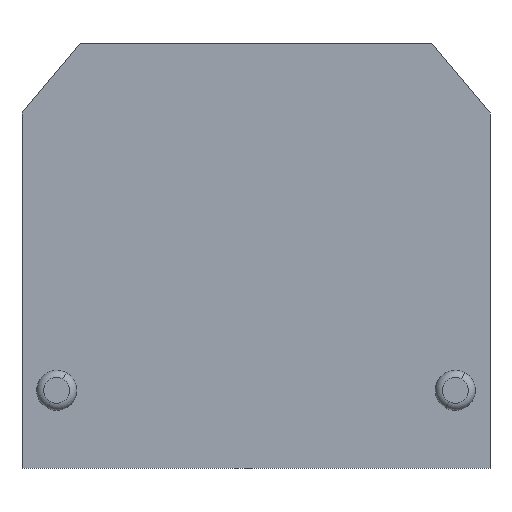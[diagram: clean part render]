
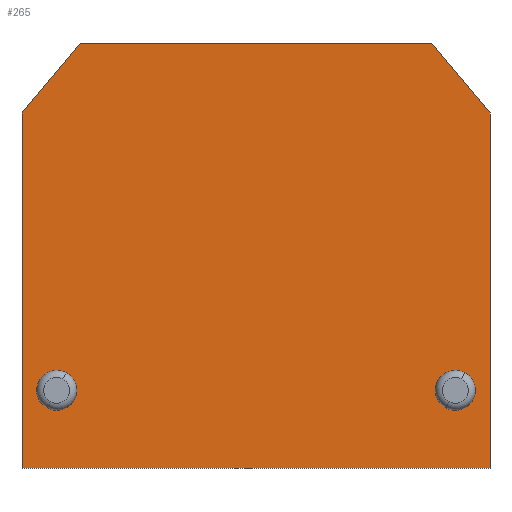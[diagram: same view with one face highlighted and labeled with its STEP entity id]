
A CAD part, left-side view. The second image highlights one B-rep face of the part: STEP entity #265.
In plain terms, the highlighted planar face has unit normal (-1, 0, 0).
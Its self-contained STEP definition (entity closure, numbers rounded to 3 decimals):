
#159=AXIS2_PLACEMENT_3D('Circle Axis2P3D',#157,#158,$) ;
#178=AXIS2_PLACEMENT_3D('Circle Axis2P3D',#176,#177,$) ;
#191=AXIS2_PLACEMENT_3D('Plane Axis2P3D',#188,#189,#190) ;
#245=AXIS2_PLACEMENT_3D('Circle Axis2P3D',#243,#244,$) ;
#254=AXIS2_PLACEMENT_3D('Circle Axis2P3D',#252,#253,$) ;
#154=CARTESIAN_POINT('Vertex',(2.49,25.503,3.579)) ;
#157=CARTESIAN_POINT('Axis2P3D Location',(2.49,25.,4.5)) ;
#161=CARTESIAN_POINT('Vertex',(2.49,24.497,5.421)) ;
#176=CARTESIAN_POINT('Axis2P3D Location',(2.49,25.,4.5)) ;
#188=CARTESIAN_POINT('Axis2P3D Location',(2.49,13.5,0.)) ;
#193=CARTESIAN_POINT('Line Origine',(2.49,25.322,22.5)) ;
#197=CARTESIAN_POINT('Vertex',(2.49,23.644,24.5)) ;
#199=CARTESIAN_POINT('Vertex',(2.49,27.,20.5)) ;
#202=CARTESIAN_POINT('Line Origine',(2.49,27.,10.25)) ;
#206=CARTESIAN_POINT('Vertex',(2.49,27.,0.)) ;
#209=CARTESIAN_POINT('Line Origine',(2.49,13.5,0.)) ;
#213=CARTESIAN_POINT('Vertex',(2.49,0.,0.)) ;
#216=CARTESIAN_POINT('Line Origine',(2.49,0.,10.25)) ;
#220=CARTESIAN_POINT('Vertex',(2.49,0.,20.5)) ;
#223=CARTESIAN_POINT('Line Origine',(2.49,1.678,22.5)) ;
#227=CARTESIAN_POINT('Vertex',(2.49,3.356,24.5)) ;
#230=CARTESIAN_POINT('Line Origine',(2.49,13.5,24.5)) ;
#243=CARTESIAN_POINT('Axis2P3D Location',(2.49,2.,4.5)) ;
#247=CARTESIAN_POINT('Vertex',(2.49,2.503,3.579)) ;
#249=CARTESIAN_POINT('Vertex',(2.49,1.497,5.421)) ;
#252=CARTESIAN_POINT('Axis2P3D Location',(2.49,2.,4.5)) ;
#158=DIRECTION('Axis2P3D Direction',(-1.,0.,0.)) ;
#177=DIRECTION('Axis2P3D Direction',(-1.,0.,0.)) ;
#189=DIRECTION('Axis2P3D Direction',(-1.,0.,0.)) ;
#190=DIRECTION('Axis2P3D XDirection',(0.,-1.,0.)) ;
#194=DIRECTION('Vector Direction',(0.,0.643,-0.766)) ;
#203=DIRECTION('Vector Direction',(0.,0.,-1.)) ;
#210=DIRECTION('Vector Direction',(0.,1.,0.)) ;
#217=DIRECTION('Vector Direction',(0.,0.,1.)) ;
#224=DIRECTION('Vector Direction',(0.,-0.643,-0.766)) ;
#231=DIRECTION('Vector Direction',(0.,-1.,0.)) ;
#244=DIRECTION('Axis2P3D Direction',(-1.,0.,0.)) ;
#253=DIRECTION('Axis2P3D Direction',(-1.,0.,0.)) ;
#195=VECTOR('Line Direction',#194,1.) ;
#204=VECTOR('Line Direction',#203,1.) ;
#211=VECTOR('Line Direction',#210,1.) ;
#218=VECTOR('Line Direction',#217,1.) ;
#225=VECTOR('Line Direction',#224,1.) ;
#232=VECTOR('Line Direction',#231,1.) ;
#236=ORIENTED_EDGE('',*,*,#201,.T.) ;
#237=ORIENTED_EDGE('',*,*,#208,.T.) ;
#238=ORIENTED_EDGE('',*,*,#215,.T.) ;
#239=ORIENTED_EDGE('',*,*,#222,.T.) ;
#240=ORIENTED_EDGE('',*,*,#229,.T.) ;
#241=ORIENTED_EDGE('',*,*,#234,.T.) ;
#258=ORIENTED_EDGE('',*,*,#251,.T.) ;
#259=ORIENTED_EDGE('',*,*,#256,.T.) ;
#262=ORIENTED_EDGE('',*,*,#180,.T.) ;
#263=ORIENTED_EDGE('',*,*,#163,.T.) ;
#260=FACE_BOUND('',#257,.T.) ;
#264=FACE_BOUND('',#261,.T.) ;
#265=ADVANCED_FACE('Hauptk\X2\00F6\X0\rper',(#242,#260,#264),#192,.T.) ;
#160=CIRCLE('generated circle',#159,1.05) ;
#179=CIRCLE('generated circle',#178,1.05) ;
#246=CIRCLE('generated circle',#245,1.05) ;
#255=CIRCLE('generated circle',#254,1.05) ;
#163=EDGE_CURVE('',#162,#155,#160,.F.) ;
#180=EDGE_CURVE('',#155,#162,#179,.F.) ;
#201=EDGE_CURVE('',#198,#200,#196,.T.) ;
#208=EDGE_CURVE('',#200,#207,#205,.T.) ;
#215=EDGE_CURVE('',#207,#214,#212,.F.) ;
#222=EDGE_CURVE('',#214,#221,#219,.T.) ;
#229=EDGE_CURVE('',#221,#228,#226,.F.) ;
#234=EDGE_CURVE('',#228,#198,#233,.F.) ;
#251=EDGE_CURVE('',#248,#250,#246,.F.) ;
#256=EDGE_CURVE('',#250,#248,#255,.F.) ;
#235=EDGE_LOOP('',(#236,#237,#238,#239,#240,#241)) ;
#257=EDGE_LOOP('',(#258,#259)) ;
#261=EDGE_LOOP('',(#262,#263)) ;
#242=FACE_OUTER_BOUND('',#235,.T.) ;
#196=LINE('Line',#193,#195) ;
#205=LINE('Line',#202,#204) ;
#212=LINE('Line',#209,#211) ;
#219=LINE('Line',#216,#218) ;
#226=LINE('Line',#223,#225) ;
#233=LINE('Line',#230,#232) ;
#192=PLANE('',#191) ;
#155=VERTEX_POINT('',#154) ;
#162=VERTEX_POINT('',#161) ;
#198=VERTEX_POINT('',#197) ;
#200=VERTEX_POINT('',#199) ;
#207=VERTEX_POINT('',#206) ;
#214=VERTEX_POINT('',#213) ;
#221=VERTEX_POINT('',#220) ;
#228=VERTEX_POINT('',#227) ;
#248=VERTEX_POINT('',#247) ;
#250=VERTEX_POINT('',#249) ;
